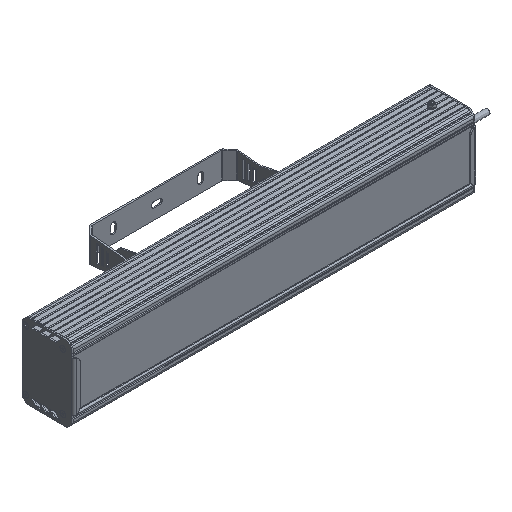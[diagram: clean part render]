
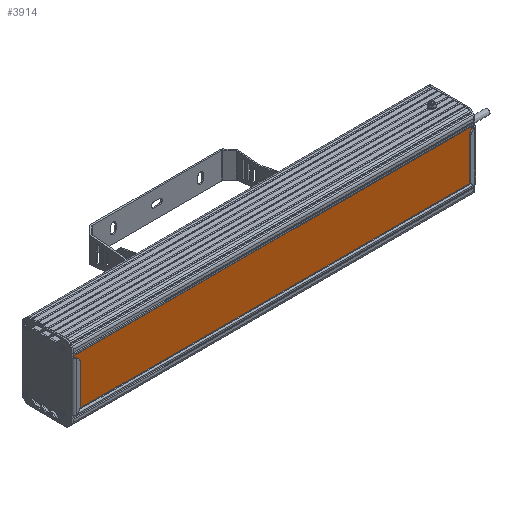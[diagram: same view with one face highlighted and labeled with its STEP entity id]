
A CAD part, isometric view. The second image highlights one B-rep face of the part: STEP entity #3914.
In plain terms, the highlighted face is planar.
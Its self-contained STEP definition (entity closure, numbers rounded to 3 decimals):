
#3914=ADVANCED_FACE('',(#10518),#10520,.T.);
#10518=FACE_BOUND('',#10519,.T.);
#10519=EDGE_LOOP('',(#35919,#35920,#35921,#35922));
#10520=PLANE('',#10521);
#10521=AXIS2_PLACEMENT_3D('',#10522,#10523,#10524);
#10522=CARTESIAN_POINT('',(120.465,593.492,117.308));
#10523=DIRECTION('',(0.,0.,-1.));
#10524=DIRECTION('',(0.,1.,0.));
#35919=ORIENTED_EDGE('',*,*,#41800,.T.);
#35920=ORIENTED_EDGE('',*,*,#41799,.T.);
#35921=ORIENTED_EDGE('',*,*,#41801,.F.);
#35922=ORIENTED_EDGE('',*,*,#41802,.F.);
#41799=EDGE_CURVE('',#45806,#45811,#45813,.T.);
#41800=EDGE_CURVE('',#45814,#45806,#45815,.T.);
#41801=EDGE_CURVE('',#45816,#45811,#45817,.T.);
#41802=EDGE_CURVE('',#45814,#45816,#45818,.T.);
#45806=VERTEX_POINT('',#57333);
#45811=VERTEX_POINT('',#57342);
#45813=LINE('',#57346,#57347);
#45814=VERTEX_POINT('',#57349);
#45815=LINE('',#57350,#57351);
#45816=VERTEX_POINT('',#57353);
#45817=LINE('',#57354,#57355);
#45818=LINE('',#57357,#57358);
#57333=CARTESIAN_POINT('',(120.465,679.838,117.308));
#57342=CARTESIAN_POINT('',(716.465,679.838,117.308));
#57346=CARTESIAN_POINT('',(120.465,679.838,117.308));
#57347=VECTOR('',#57348,1.);
#57348=DIRECTION('',(1.,0.,0.));
#57349=CARTESIAN_POINT('',(120.465,593.492,117.308));
#57350=CARTESIAN_POINT('',(120.465,593.492,117.308));
#57351=VECTOR('',#57352,1.);
#57352=DIRECTION('',(0.,1.,0.));
#57353=CARTESIAN_POINT('',(716.465,593.492,117.308));
#57354=CARTESIAN_POINT('',(716.465,593.492,117.308));
#57355=VECTOR('',#57356,1.);
#57356=DIRECTION('',(0.,1.,0.));
#57357=CARTESIAN_POINT('',(120.465,593.492,117.308));
#57358=VECTOR('',#57359,1.);
#57359=DIRECTION('',(1.,0.,0.));
